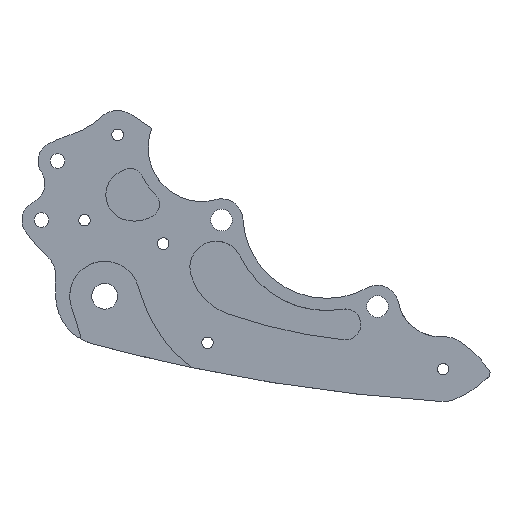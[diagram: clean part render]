
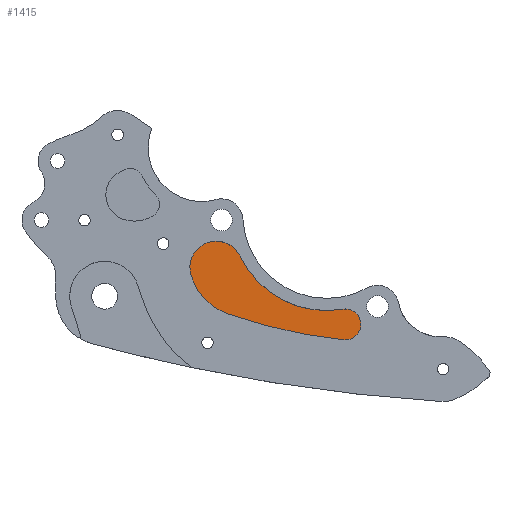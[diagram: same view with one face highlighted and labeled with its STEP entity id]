
A CAD part, top view. The second image highlights one B-rep face of the part: STEP entity #1415.
In plain terms, the highlighted planar face has unit normal (0, 0, 1).
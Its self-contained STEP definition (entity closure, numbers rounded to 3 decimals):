
#12 = EDGE_LOOP ( 'NONE', ( #488, #1574, #3405, #2445, #349, #256 ) ) ;
#33 = VERTEX_POINT ( 'NONE', #3376 ) ;
#46 = CIRCLE ( 'NONE', #1600, 7.542 ) ;
#54 = AXIS2_PLACEMENT_3D ( 'NONE', #2294, #3346, #2001 ) ;
#67 = EDGE_CURVE ( 'NONE', #2707, #1565, #3360, .T. ) ;
#78 = DIRECTION ( 'NONE',  ( 1., 0., 0. ) ) ;
#101 = DIRECTION ( 'NONE',  ( 0., 0., 1. ) ) ;
#140 = DIRECTION ( 'NONE',  ( 0., 0., 1. ) ) ;
#155 = AXIS2_PLACEMENT_3D ( 'NONE', #2947, #2417, #570 ) ;
#167 = CIRCLE ( 'NONE', #2610, 4.422 ) ;
#175 = FACE_OUTER_BOUND ( 'NONE', #12, .T. ) ;
#256 = ORIENTED_EDGE ( 'NONE', *, *, #740, .T. ) ;
#349 = ORIENTED_EDGE ( 'NONE', *, *, #2330, .T. ) ;
#351 = CARTESIAN_POINT ( 'NONE',  ( 68.856, -8.073, -6. ) ) ;
#488 = ORIENTED_EDGE ( 'NONE', *, *, #1440, .T. ) ;
#570 = DIRECTION ( 'NONE',  ( -1., 0., 0. ) ) ;
#698 = DIRECTION ( 'NONE',  ( -1., 0., 0. ) ) ;
#740 = EDGE_CURVE ( 'NONE', #1771, #1846, #46, .T. ) ;
#937 = EDGE_CURVE ( 'NONE', #1565, #33, #1428, .T. ) ;
#958 = CARTESIAN_POINT ( 'NONE',  ( 62.201, 72.404, -6. ) ) ;
#988 = CARTESIAN_POINT ( 'NONE',  ( 35.117, -5.005, -6. ) ) ;
#1094 = CARTESIAN_POINT ( 'NONE',  ( 63.507, 23.417, -6. ) ) ;
#1157 = CARTESIAN_POINT ( 'NONE',  ( 68.115, -3.714, -6. ) ) ;
#1200 = DIRECTION ( 'NONE',  ( 1., 0., 0. ) ) ;
#1232 = PLANE ( 'NONE',  #2440 ) ;
#1308 = AXIS2_PLACEMENT_3D ( 'NONE', #1895, #3279, #78 ) ;
#1361 = DIRECTION ( 'NONE',  ( 1., 0., 0. ) ) ;
#1415 = ADVANCED_FACE ( 'NONE', ( #175 ), #1232, .T. ) ;
#1428 = CIRCLE ( 'NONE', #155, 4.422 ) ;
#1440 = EDGE_CURVE ( 'NONE', #1846, #2707, #3100, .T. ) ;
#1463 = CIRCLE ( 'NONE', #1513, 27.519 ) ;
#1513 = AXIS2_PLACEMENT_3D ( 'NONE', #1094, #2444, #1361 ) ;
#1565 = VERTEX_POINT ( 'NONE', #1596 ) ;
#1574 = ORIENTED_EDGE ( 'NONE', *, *, #67, .T. ) ;
#1596 = CARTESIAN_POINT ( 'NONE',  ( 68.393, -12.471, -6. ) ) ;
#1600 = AXIS2_PLACEMENT_3D ( 'NONE', #2852, #3104, #698 ) ;
#1614 = DIRECTION ( 'NONE',  ( -1., 0., 0. ) ) ;
#1725 = EDGE_CURVE ( 'NONE', #33, #2583, #167, .T. ) ;
#1771 = VERTEX_POINT ( 'NONE', #2760 ) ;
#1846 = VERTEX_POINT ( 'NONE', #2619 ) ;
#1895 = CARTESIAN_POINT ( 'NONE',  ( 83.829, 134.219, -6. ) ) ;
#2001 = DIRECTION ( 'NONE',  ( 1., 0., 0. ) ) ;
#2294 = CARTESIAN_POINT ( 'NONE',  ( 40.573, 10.589, -6. ) ) ;
#2330 = EDGE_CURVE ( 'NONE', #2583, #1771, #1463, .T. ) ;
#2417 = DIRECTION ( 'NONE',  ( 0., 0., 1. ) ) ;
#2440 = AXIS2_PLACEMENT_3D ( 'NONE', #958, #140, #1200 ) ;
#2444 = DIRECTION ( 'NONE',  ( 0., 0., -1. ) ) ;
#2445 = ORIENTED_EDGE ( 'NONE', *, *, #1725, .T. ) ;
#2583 = VERTEX_POINT ( 'NONE', #1157 ) ;
#2610 = AXIS2_PLACEMENT_3D ( 'NONE', #351, #101, #1614 ) ;
#2619 = CARTESIAN_POINT ( 'NONE',  ( 24.638, 6.226, -6. ) ) ;
#2707 = VERTEX_POINT ( 'NONE', #988 ) ;
#2760 = CARTESIAN_POINT ( 'NONE',  ( 38.709, 11.487, -6. ) ) ;
#2852 = CARTESIAN_POINT ( 'NONE',  ( 31.912, 8.218, -6. ) ) ;
#2947 = CARTESIAN_POINT ( 'NONE',  ( 68.856, -8.073, -6. ) ) ;
#3100 = CIRCLE ( 'NONE', #54, 16.521 ) ;
#3104 = DIRECTION ( 'NONE',  ( 0., 0., 1. ) ) ;
#3279 = DIRECTION ( 'NONE',  ( 0., 0., 1. ) ) ;
#3346 = DIRECTION ( 'NONE',  ( 0., 0., 1. ) ) ;
#3360 = CIRCLE ( 'NONE', #1308, 147.5 ) ;
#3376 = CARTESIAN_POINT ( 'NONE',  ( 73.278, -8.073, -6. ) ) ;
#3405 = ORIENTED_EDGE ( 'NONE', *, *, #937, .T. ) ;
